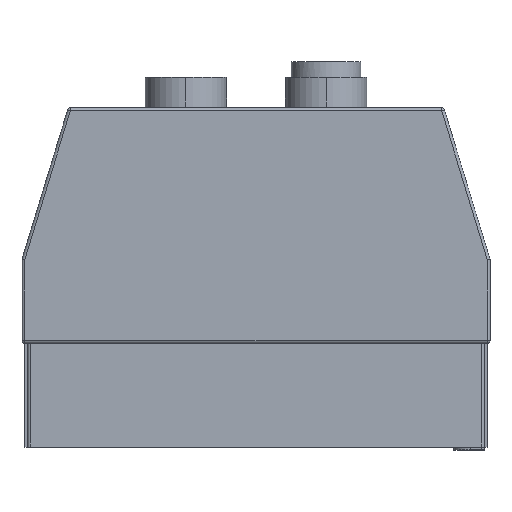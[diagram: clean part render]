
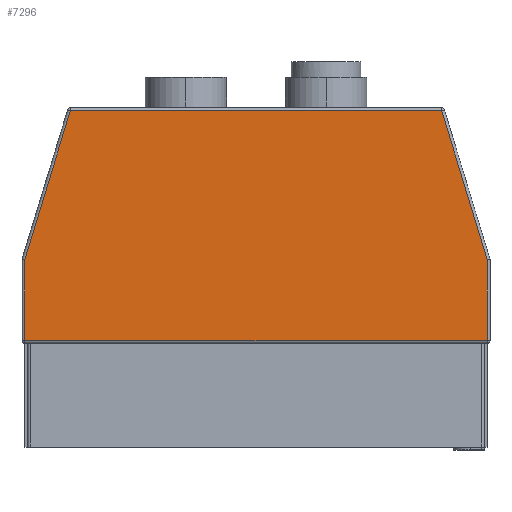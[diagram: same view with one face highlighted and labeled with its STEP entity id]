
A CAD part, top view. The second image highlights one B-rep face of the part: STEP entity #7296.
In plain terms, the highlighted planar face has unit normal (0, 0, 1).
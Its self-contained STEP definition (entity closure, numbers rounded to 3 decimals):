
#253 = DIRECTION ( 'NONE',  ( 0., -1., 0. ) ) ;
#320 = EDGE_CURVE ( 'NONE', #6840, #7364, #8708, .T. ) ;
#449 = CARTESIAN_POINT ( 'NONE',  ( -17.768, 5.429, 0. ) ) ;
#521 = CARTESIAN_POINT ( 'NONE',  ( 1., 37., 0. ) ) ;
#558 = CARTESIAN_POINT ( 'NONE',  ( 17.24, 120., 0. ) ) ;
#703 = CARTESIAN_POINT ( 'NONE',  ( 166., 67., 0. ) ) ;
#748 = LINE ( 'NONE', #703, #2531 ) ;
#784 = EDGE_LOOP ( 'NONE', ( #2834, #2947, #3042, #3304, #3747, #3856 ) ) ;
#958 = CARTESIAN_POINT ( 'NONE',  ( 1., 66.851, 0. ) ) ;
#1169 = DIRECTION ( 'NONE',  ( 1., 0., 0. ) ) ;
#1201 = VERTEX_POINT ( 'NONE', #958 ) ;
#1295 = VERTEX_POINT ( 'NONE', #558 ) ;
#1319 = EDGE_CURVE ( 'NONE', #1201, #6840, #1426, .T. ) ;
#1335 = CARTESIAN_POINT ( 'NONE',  ( 167., 38., 0. ) ) ;
#1351 = LINE ( 'NONE', #4102, #7148 ) ;
#1426 = LINE ( 'NONE', #521, #1658 ) ;
#1570 = DIRECTION ( 'NONE',  ( -0.292, 0.956, 0. ) ) ;
#1658 = VECTOR ( 'NONE', #253, 1000. ) ;
#1817 = EDGE_CURVE ( 'NONE', #1295, #1201, #6606, .T. ) ;
#2531 = VECTOR ( 'NONE', #6745, 1000. ) ;
#2619 = VECTOR ( 'NONE', #1169, 1000. ) ;
#2834 = ORIENTED_EDGE ( 'NONE', *, *, #1817, .T. ) ;
#2947 = ORIENTED_EDGE ( 'NONE', *, *, #1319, .T. ) ;
#3042 = ORIENTED_EDGE ( 'NONE', *, *, #320, .T. ) ;
#3234 = LINE ( 'NONE', #8405, #7034 ) ;
#3304 = ORIENTED_EDGE ( 'NONE', *, *, #9120, .T. ) ;
#3565 = CARTESIAN_POINT ( 'NONE',  ( 0., 0., 0. ) ) ;
#3747 = ORIENTED_EDGE ( 'NONE', *, *, #8649, .T. ) ;
#3856 = ORIENTED_EDGE ( 'NONE', *, *, #7597, .T. ) ;
#4035 = FACE_OUTER_BOUND ( 'NONE', #784, .T. ) ;
#4102 = CARTESIAN_POINT ( 'NONE',  ( 16.5, 120., 0. ) ) ;
#4264 = CARTESIAN_POINT ( 'NONE',  ( 166., 66.851, 0. ) ) ;
#4321 = PLANE ( 'NONE',  #8370 ) ;
#4559 = VECTOR ( 'NONE', #9314, 1000. ) ;
#4660 = CARTESIAN_POINT ( 'NONE',  ( 149.76, 120., 0. ) ) ;
#5065 = DIRECTION ( 'NONE',  ( 1., 0., 0. ) ) ;
#5122 = CARTESIAN_POINT ( 'NONE',  ( 166., 38., 0. ) ) ;
#6606 = LINE ( 'NONE', #449, #4559 ) ;
#6745 = DIRECTION ( 'NONE',  ( 0., 1., 0. ) ) ;
#6840 = VERTEX_POINT ( 'NONE', #8282 ) ;
#7034 = VECTOR ( 'NONE', #1570, 1000. ) ;
#7148 = VECTOR ( 'NONE', #8712, 1000. ) ;
#7296 = ADVANCED_FACE ( 'NONE', ( #4035 ), #4321, .T. ) ;
#7364 = VERTEX_POINT ( 'NONE', #5122 ) ;
#7367 = DIRECTION ( 'NONE',  ( 0., 0., 1. ) ) ;
#7597 = EDGE_CURVE ( 'NONE', #7951, #1295, #1351, .T. ) ;
#7729 = VERTEX_POINT ( 'NONE', #4264 ) ;
#7951 = VERTEX_POINT ( 'NONE', #4660 ) ;
#8282 = CARTESIAN_POINT ( 'NONE',  ( 1., 38., 0. ) ) ;
#8370 = AXIS2_PLACEMENT_3D ( 'NONE', #3565, #7367, #5065 ) ;
#8405 = CARTESIAN_POINT ( 'NONE',  ( 170.507, 52.099, 0. ) ) ;
#8649 = EDGE_CURVE ( 'NONE', #7729, #7951, #3234, .T. ) ;
#8708 = LINE ( 'NONE', #1335, #2619 ) ;
#8712 = DIRECTION ( 'NONE',  ( -1., 0., 0. ) ) ;
#9120 = EDGE_CURVE ( 'NONE', #7364, #7729, #748, .T. ) ;
#9314 = DIRECTION ( 'NONE',  ( -0.292, -0.956, 0. ) ) ;
